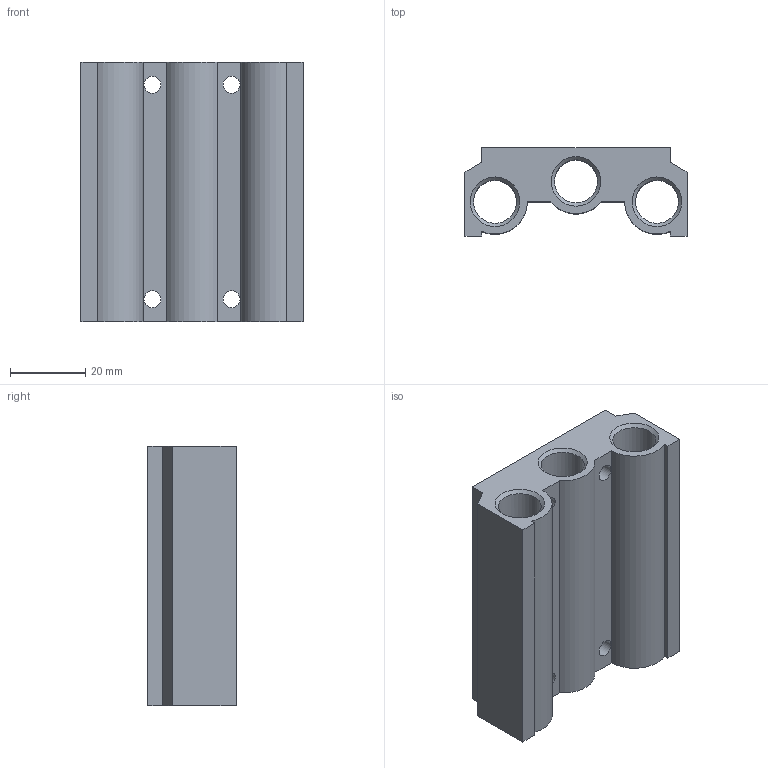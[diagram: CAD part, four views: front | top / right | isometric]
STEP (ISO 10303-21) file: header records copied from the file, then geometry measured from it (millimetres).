
FILE_DESCRIPTION(/* description */ ('STEP AP203'),/* implementation_level */ '2;1');
FILE_NAME(/* name */ 'V522-2F',/* time_stamp */ '2024-05-15T08:32:24+02:00',/* author */ ('License CC BY-ND 4.0'),/* organization */ ('CADENAS'),/* preprocessor_version */ 'ST-DEVELOPER v19.3',/* originating_system */ 'PARTsolutions',/* authorisation */ ' ');
FILE_SCHEMA (('CONFIG_CONTROL_DESIGN'));
Length unit declared in the file: millimetre
Products named in the file (1): V522-2F
Bounding box: 59 x 23.5 x 69 mm (x, y, z)
Volume: 50667.9 mm3; surface area: 22387.2 mm2
Topology: 1 solids, 1 shells, 52 faces, 144 edges, 94 vertices
Faces by surface type: cylinder 20, plane 19, cone 13
Full cylindrical faces by diameter (mm): 2.459 x4, 4.5 x4, 6.5 x4, 10.2 x2, 11.445 x3
Entity records: 1572 total; most frequent: CARTESIAN_POINT 339, DIRECTION 246, ORIENTED_EDGE 198, FACE_BOUND 112, EDGE_LOOP 108, AXIS2_PLACEMENT_3D 100, EDGE_CURVE 99, VERTEX_POINT 83
